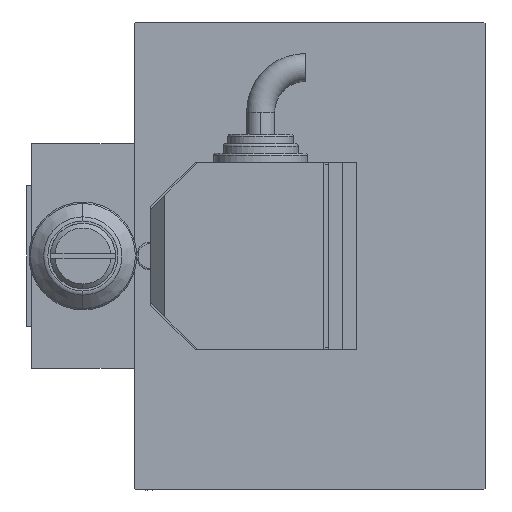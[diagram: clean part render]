
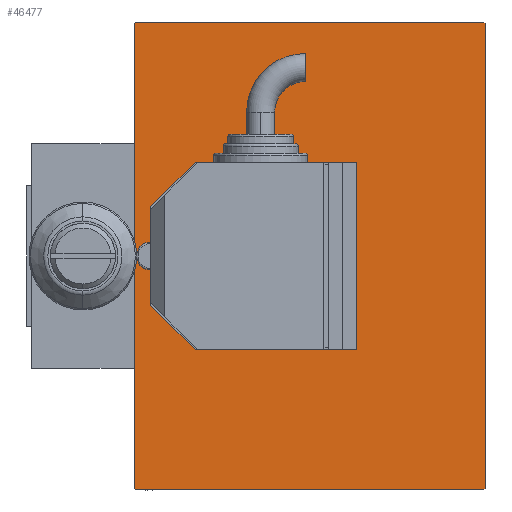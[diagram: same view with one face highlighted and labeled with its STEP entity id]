
A CAD part, left-side view. The second image highlights one B-rep face of the part: STEP entity #46477.
In plain terms, the highlighted face is planar.
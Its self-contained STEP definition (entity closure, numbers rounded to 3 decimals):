
#177 = DIRECTION ( 'NONE',  ( 0., 0.707, -0.707 ) ) ;
#1375 = VECTOR ( 'NONE', #41732, 1000. ) ;
#4360 = ORIENTED_EDGE ( 'NONE', *, *, #40471, .T. ) ;
#6880 = ORIENTED_EDGE ( 'NONE', *, *, #27582, .T. ) ;
#7118 = LINE ( 'NONE', #41186, #39031 ) ;
#7472 = VERTEX_POINT ( 'NONE', #43402 ) ;
#8327 = CARTESIAN_POINT ( 'NONE',  ( 98., -37.2, 50. ) ) ;
#8366 = ORIENTED_EDGE ( 'NONE', *, *, #34004, .T. ) ;
#8400 = EDGE_CURVE ( 'NONE', #43722, #7472, #46113, .T. ) ;
#8416 = VERTEX_POINT ( 'NONE', #39983 ) ;
#9187 = AXIS2_PLACEMENT_3D ( 'NONE', #35476, #39645, #31797 ) ;
#9609 = EDGE_CURVE ( 'NONE', #34995, #33593, #16320, .T. ) ;
#12144 = CARTESIAN_POINT ( 'NONE',  ( 98., -43.6, 43.6 ) ) ;
#12470 = LINE ( 'NONE', #27190, #35579 ) ;
#12670 = FACE_OUTER_BOUND ( 'NONE', #31285, .T. ) ;
#12742 = CARTESIAN_POINT ( 'NONE',  ( 98., -37.5, 50. ) ) ;
#13379 = EDGE_CURVE ( 'NONE', #19529, #14734, #31203, .T. ) ;
#13932 = EDGE_CURVE ( 'NONE', #33593, #8416, #16667, .T. ) ;
#14368 = EDGE_CURVE ( 'NONE', #7472, #19529, #7118, .T. ) ;
#14371 = LINE ( 'NONE', #29351, #40269 ) ;
#14734 = VERTEX_POINT ( 'NONE', #41131 ) ;
#16320 = LINE ( 'NONE', #12144, #39682 ) ;
#16667 = LINE ( 'NONE', #12742, #42166 ) ;
#17750 = CARTESIAN_POINT ( 'NONE',  ( 98., 37.2, -50. ) ) ;
#18165 = DIRECTION ( 'NONE',  ( 0., 0., 1. ) ) ;
#19529 = VERTEX_POINT ( 'NONE', #42459 ) ;
#23804 = DIRECTION ( 'NONE',  ( 0., 1., 0. ) ) ;
#24203 = PLANE ( 'NONE',  #9187 ) ;
#24539 = LINE ( 'NONE', #42920, #32217 ) ;
#25032 = CARTESIAN_POINT ( 'NONE',  ( 98., 43.6, -43.6 ) ) ;
#26871 = DIRECTION ( 'NONE',  ( 0., -0.707, -0.707 ) ) ;
#27190 = CARTESIAN_POINT ( 'NONE',  ( 98., -43.6, -43.6 ) ) ;
#27280 = CARTESIAN_POINT ( 'NONE',  ( 98., 43.6, 43.6 ) ) ;
#27582 = EDGE_CURVE ( 'NONE', #8416, #45094, #12470, .T. ) ;
#28575 = ORIENTED_EDGE ( 'NONE', *, *, #8400, .T. ) ;
#29351 = CARTESIAN_POINT ( 'NONE',  ( 98., 37.5, 50. ) ) ;
#31203 = LINE ( 'NONE', #27280, #1375 ) ;
#31285 = EDGE_LOOP ( 'NONE', ( #8366, #28575, #37634, #42034, #4360, #34608, #39593, #6880 ) ) ;
#31797 = DIRECTION ( 'NONE',  ( 0., 0., -1. ) ) ;
#32217 = VECTOR ( 'NONE', #23804, 1000. ) ;
#33593 = VERTEX_POINT ( 'NONE', #38086 ) ;
#34004 = EDGE_CURVE ( 'NONE', #45094, #43722, #24539, .T. ) ;
#34608 = ORIENTED_EDGE ( 'NONE', *, *, #9609, .T. ) ;
#34995 = VERTEX_POINT ( 'NONE', #8327 ) ;
#35476 = CARTESIAN_POINT ( 'NONE',  ( 98., 0., 0. ) ) ;
#35579 = VECTOR ( 'NONE', #177, 1000. ) ;
#37183 = DIRECTION ( 'NONE',  ( 0., -1., 0. ) ) ;
#37634 = ORIENTED_EDGE ( 'NONE', *, *, #14368, .T. ) ;
#38086 = CARTESIAN_POINT ( 'NONE',  ( 98., -37.5, 49.7 ) ) ;
#39031 = VECTOR ( 'NONE', #18165, 1000. ) ;
#39593 = ORIENTED_EDGE ( 'NONE', *, *, #13932, .T. ) ;
#39645 = DIRECTION ( 'NONE',  ( 1., 0., 0. ) ) ;
#39682 = VECTOR ( 'NONE', #26871, 1000. ) ;
#39983 = CARTESIAN_POINT ( 'NONE',  ( 98., -37.5, -49.7 ) ) ;
#40269 = VECTOR ( 'NONE', #37183, 1000. ) ;
#40471 = EDGE_CURVE ( 'NONE', #14734, #34995, #14371, .T. ) ;
#41131 = CARTESIAN_POINT ( 'NONE',  ( 98., 37.2, 50. ) ) ;
#41186 = CARTESIAN_POINT ( 'NONE',  ( 98., 37.5, -50. ) ) ;
#41732 = DIRECTION ( 'NONE',  ( 0., -0.707, 0.707 ) ) ;
#42034 = ORIENTED_EDGE ( 'NONE', *, *, #13379, .T. ) ;
#42166 = VECTOR ( 'NONE', #47312, 1000. ) ;
#42459 = CARTESIAN_POINT ( 'NONE',  ( 98., 37.5, 49.7 ) ) ;
#42920 = CARTESIAN_POINT ( 'NONE',  ( 98., -37.5, -50. ) ) ;
#43402 = CARTESIAN_POINT ( 'NONE',  ( 98., 37.5, -49.7 ) ) ;
#43722 = VERTEX_POINT ( 'NONE', #17750 ) ;
#44128 = DIRECTION ( 'NONE',  ( 0., 0.707, 0.707 ) ) ;
#45094 = VERTEX_POINT ( 'NONE', #48328 ) ;
#45103 = VECTOR ( 'NONE', #44128, 1000. ) ;
#46113 = LINE ( 'NONE', #25032, #45103 ) ;
#46477 = ADVANCED_FACE ( 'NONE', ( #12670 ), #24203, .T. ) ;
#47312 = DIRECTION ( 'NONE',  ( 0., 0., -1. ) ) ;
#48328 = CARTESIAN_POINT ( 'NONE',  ( 98., -37.2, -50. ) ) ;
